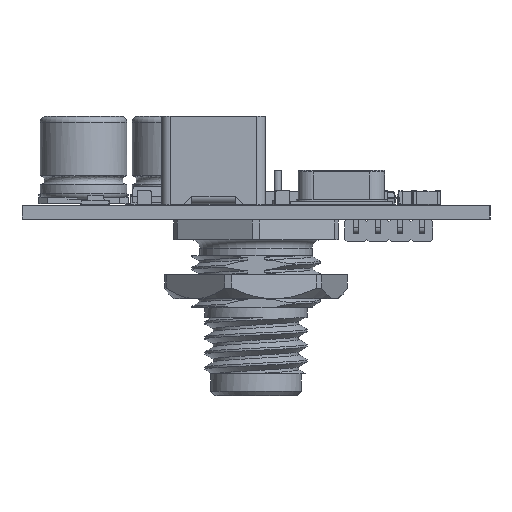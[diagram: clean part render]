
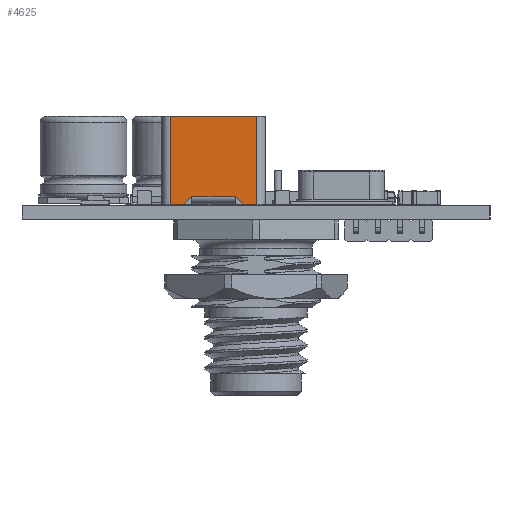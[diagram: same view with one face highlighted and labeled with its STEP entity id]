
A CAD part, left-side view. The second image highlights one B-rep face of the part: STEP entity #4625.
In plain terms, the highlighted face is planar.
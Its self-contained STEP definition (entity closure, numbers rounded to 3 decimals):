
#4344 = VERTEX_POINT('',#4345);
#4345 = CARTESIAN_POINT('',(6.,5.,10.2));
#4352 = EDGE_CURVE('',#4344,#4353,#4355,.T.);
#4353 = VERTEX_POINT('',#4354);
#4354 = CARTESIAN_POINT('',(6.,-5.,10.2));
#4355 = LINE('',#4356,#4357);
#4356 = CARTESIAN_POINT('',(6.,6.,10.2));
#4357 = VECTOR('',#4358,1.);
#4358 = DIRECTION('',(0.,-1.,0.));
#4534 = EDGE_CURVE('',#4535,#4344,#4537,.T.);
#4535 = VERTEX_POINT('',#4536);
#4536 = CARTESIAN_POINT('',(6.,5.,0.));
#4537 = LINE('',#4538,#4539);
#4538 = CARTESIAN_POINT('',(6.,5.,0.));
#4539 = VECTOR('',#4540,1.);
#4540 = DIRECTION('',(0.,0.,1.));
#4625 = ADVANCED_FACE('',(#4626),#4692,.T.);
#4626 = FACE_BOUND('',#4627,.T.);
#4627 = EDGE_LOOP('',(#4628,#4636,#4637,#4638,#4646,#4654,#4662,#4670,
    #4678,#4686));
#4628 = ORIENTED_EDGE('',*,*,#4629,.F.);
#4629 = EDGE_CURVE('',#4535,#4630,#4632,.T.);
#4630 = VERTEX_POINT('',#4631);
#4631 = CARTESIAN_POINT('',(6.,3.49,0.));
#4632 = LINE('',#4633,#4634);
#4633 = CARTESIAN_POINT('',(6.,6.,0.));
#4634 = VECTOR('',#4635,1.);
#4635 = DIRECTION('',(0.,-1.,0.));
#4636 = ORIENTED_EDGE('',*,*,#4534,.T.);
#4637 = ORIENTED_EDGE('',*,*,#4352,.T.);
#4638 = ORIENTED_EDGE('',*,*,#4639,.F.);
#4639 = EDGE_CURVE('',#4640,#4353,#4642,.T.);
#4640 = VERTEX_POINT('',#4641);
#4641 = CARTESIAN_POINT('',(6.,-5.,0.));
#4642 = LINE('',#4643,#4644);
#4643 = CARTESIAN_POINT('',(6.,-5.,0.));
#4644 = VECTOR('',#4645,1.);
#4645 = DIRECTION('',(0.,0.,1.));
#4646 = ORIENTED_EDGE('',*,*,#4647,.F.);
#4647 = EDGE_CURVE('',#4648,#4640,#4650,.T.);
#4648 = VERTEX_POINT('',#4649);
#4649 = CARTESIAN_POINT('',(6.,-3.49,0.));
#4650 = LINE('',#4651,#4652);
#4651 = CARTESIAN_POINT('',(6.,6.,0.));
#4652 = VECTOR('',#4653,1.);
#4653 = DIRECTION('',(0.,-1.,0.));
#4654 = ORIENTED_EDGE('',*,*,#4655,.T.);
#4655 = EDGE_CURVE('',#4648,#4656,#4658,.T.);
#4656 = VERTEX_POINT('',#4657);
#4657 = CARTESIAN_POINT('',(6.,-2.5,0.99));
#4658 = LINE('',#4659,#4660);
#4659 = CARTESIAN_POINT('',(6.,-0.87,2.62));
#4660 = VECTOR('',#4661,1.);
#4661 = DIRECTION('',(0.,0.707,0.707));
#4662 = ORIENTED_EDGE('',*,*,#4663,.T.);
#4663 = EDGE_CURVE('',#4656,#4664,#4666,.T.);
#4664 = VERTEX_POINT('',#4665);
#4665 = CARTESIAN_POINT('',(6.,-2.5,1.));
#4666 = LINE('',#4667,#4668);
#4667 = CARTESIAN_POINT('',(6.,-2.5,0.));
#4668 = VECTOR('',#4669,1.);
#4669 = DIRECTION('',(0.,0.,1.));
#4670 = ORIENTED_EDGE('',*,*,#4671,.F.);
#4671 = EDGE_CURVE('',#4672,#4664,#4674,.T.);
#4672 = VERTEX_POINT('',#4673);
#4673 = CARTESIAN_POINT('',(6.,2.5,1.));
#4674 = LINE('',#4675,#4676);
#4675 = CARTESIAN_POINT('',(6.,1.75,1.));
#4676 = VECTOR('',#4677,1.);
#4677 = DIRECTION('',(0.,-1.,0.));
#4678 = ORIENTED_EDGE('',*,*,#4679,.F.);
#4679 = EDGE_CURVE('',#4680,#4672,#4682,.T.);
#4680 = VERTEX_POINT('',#4681);
#4681 = CARTESIAN_POINT('',(6.,2.5,0.99));
#4682 = LINE('',#4683,#4684);
#4683 = CARTESIAN_POINT('',(6.,2.5,0.));
#4684 = VECTOR('',#4685,1.);
#4685 = DIRECTION('',(0.,0.,1.));
#4686 = ORIENTED_EDGE('',*,*,#4687,.F.);
#4687 = EDGE_CURVE('',#4630,#4680,#4688,.T.);
#4688 = LINE('',#4689,#4690);
#4689 = CARTESIAN_POINT('',(6.,3.87,-0.38));
#4690 = VECTOR('',#4691,1.);
#4691 = DIRECTION('',(0.,-0.707,0.707));
#4692 = PLANE('',#4693);
#4693 = AXIS2_PLACEMENT_3D('',#4694,#4695,#4696);
#4694 = CARTESIAN_POINT('',(6.,6.,0.));
#4695 = DIRECTION('',(1.,0.,0.));
#4696 = DIRECTION('',(0.,-1.,0.));
